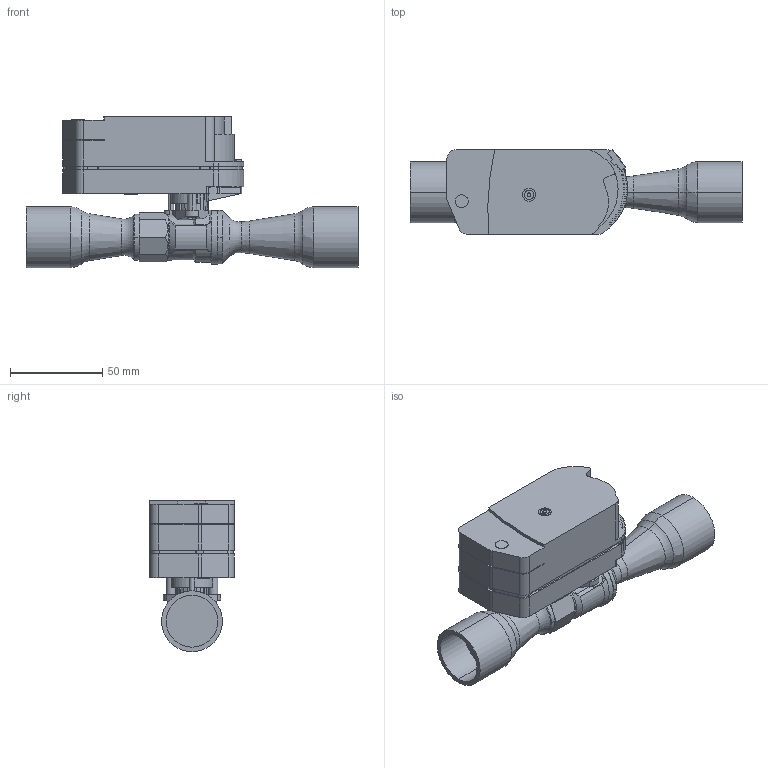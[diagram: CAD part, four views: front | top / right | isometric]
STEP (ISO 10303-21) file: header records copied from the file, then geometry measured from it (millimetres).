
FILE_DESCRIPTION((''),'2;1');
FILE_NAME('ATTUATORE2_VALVOLA_EXR10D28D28','2023-07-07T09:11:29',('massimo'),('ZETA 4'),'CREO PARAMETRIC BY PTC INC, 2022162','CREO PARAMETRIC BY PTC INC, 2022162','');
FILE_SCHEMA(('AUTOMOTIVE_DESIGN { 1 0 10303 214 1 1 1 1 }'));
Length unit declared in the file: millimetre
Products named in the file (1): ATTUATORE2_VALVOLA_EXR10D28D28
Bounding box: 180 x 46 x 82.05 mm (x, y, z)
Volume: 251201.9 mm3; surface area: 43891.3 mm2
Topology: 1 solids, 2 shells, 614 faces, 1707 edges, 1109 vertices
Faces by surface type: plane 462, cylinder 105, cone 34, torus 9, bspline 4
Entity records: 23666 total; most frequent: CARTESIAN_POINT 3953, ORIENTED_EDGE 3414, DIRECTION 3151, EDGE_CURVE 1707, VECTOR 1329, LINE 1329, VERTEX_POINT 1109, AXIS2_PLACEMENT_3D 911
